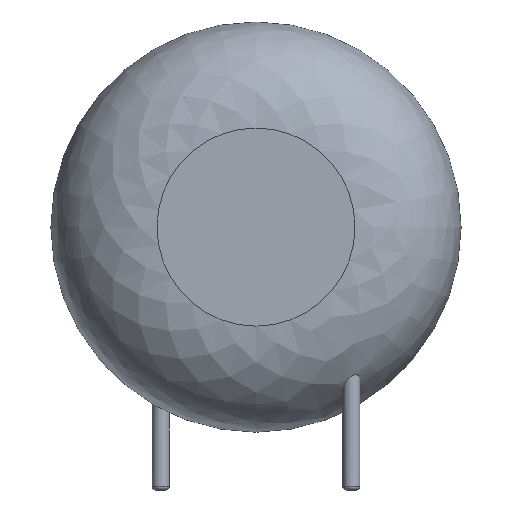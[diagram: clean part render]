
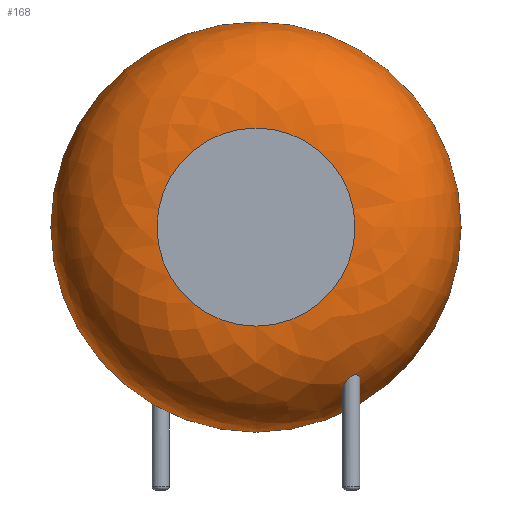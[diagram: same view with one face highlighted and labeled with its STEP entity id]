
A CAD part, front view. The second image highlights one B-rep face of the part: STEP entity #168.
In plain terms, the highlighted face is a revolution surface.
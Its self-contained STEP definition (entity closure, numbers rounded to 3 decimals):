
#24 = VERTEX_POINT('',#25);
#25 = CARTESIAN_POINT('',(15.75,-3.589,10.78));
#31 = EDGE_CURVE('',#24,#24,#32,.T.);
#32 = CIRCLE('',#33,10.75);
#33 = AXIS2_PLACEMENT_3D('',#34,#35,#36);
#34 = CARTESIAN_POINT('',(5.,-3.589,10.78));
#35 = DIRECTION('',(0.,-1.,0.));
#36 = DIRECTION('',(1.,0.,0.));
#168 = ADVANCED_FACE('',(#169,#189),#261,.T.);
#169 = FACE_BOUND('',#170,.T.);
#170 = EDGE_LOOP('',(#171,#172,#181,#188));
#171 = ORIENTED_EDGE('',*,*,#31,.T.);
#172 = ORIENTED_EDGE('',*,*,#173,.T.);
#173 = EDGE_CURVE('',#24,#174,#176,.T.);
#174 = VERTEX_POINT('',#175);
#175 = CARTESIAN_POINT('',(10.189,-9.15,10.78));
#176 = CIRCLE('',#177,5.561);
#177 = AXIS2_PLACEMENT_3D('',#178,#179,#180);
#178 = CARTESIAN_POINT('',(10.189,-3.589,10.78));
#179 = DIRECTION('',(0.,0.,-1.));
#180 = DIRECTION('',(1.,0.,0.));
#181 = ORIENTED_EDGE('',*,*,#182,.F.);
#182 = EDGE_CURVE('',#174,#174,#183,.T.);
#183 = CIRCLE('',#184,5.189);
#184 = AXIS2_PLACEMENT_3D('',#185,#186,#187);
#185 = CARTESIAN_POINT('',(5.,-9.15,10.78));
#186 = DIRECTION('',(0.,-1.,0.));
#187 = DIRECTION('',(1.,0.,0.));
#188 = ORIENTED_EDGE('',*,*,#173,.F.);
#189 = FACE_BOUND('',#190,.T.);
#190 = EDGE_LOOP('',(#191,#221));
#191 = ORIENTED_EDGE('',*,*,#192,.T.);
#192 = EDGE_CURVE('',#193,#195,#197,.T.);
#193 = VERTEX_POINT('',#194);
#194 = CARTESIAN_POINT('',(10.45,-6.9,2.808));
#195 = VERTEX_POINT('',#196);
#196 = CARTESIAN_POINT('',(9.641,-6.628,2.097)
);
#197 = B_SPLINE_CURVE_WITH_KNOTS('',8,(#198,#199,#200,#201,#202,#203,
#204,#205,#206,#207,#208,#209,#210,#211,#212,#213,#214,#215,#216,
#217,#218,#219,#220),.UNSPECIFIED.,.F.,.F.,(9,7,7,9),(0.,
0.219,0.627,1.),.UNSPECIFIED.);
#198 = CARTESIAN_POINT('',(10.45,-6.9,2.808));
#199 = CARTESIAN_POINT('',(10.45,-6.871,2.782));
#200 = CARTESIAN_POINT('',(10.448,-6.842,
2.755));
#201 = CARTESIAN_POINT('',(10.444,-6.814,
2.728));
#202 = CARTESIAN_POINT('',(10.437,-6.786,
2.7));
#203 = CARTESIAN_POINT('',(10.429,-6.759,
2.672));
#204 = CARTESIAN_POINT('',(10.419,-6.733,
2.643));
#205 = CARTESIAN_POINT('',(10.408,-6.707,
2.615));
#206 = CARTESIAN_POINT('',(10.369,-6.637,2.532
));
#207 = CARTESIAN_POINT('',(10.337,-6.594,
2.479));
#208 = CARTESIAN_POINT('',(10.3,-6.556,2.426
));
#209 = CARTESIAN_POINT('',(10.257,-6.522,2.374
));
#210 = CARTESIAN_POINT('',(10.209,-6.493,
2.324));
#211 = CARTESIAN_POINT('',(10.157,-6.472,
2.276));
#212 = CARTESIAN_POINT('',(10.101,-6.457,
2.233));
#213 = CARTESIAN_POINT('',(9.988,-6.447,2.16)
);
#214 = CARTESIAN_POINT('',(9.932,-6.449,2.129
));
#215 = CARTESIAN_POINT('',(9.875,-6.459,2.103)
);
#216 = CARTESIAN_POINT('',(9.819,-6.479,2.085
));
#217 = CARTESIAN_POINT('',(9.765,-6.506,2.075
));
#218 = CARTESIAN_POINT('',(9.717,-6.542,2.074
));
#219 = CARTESIAN_POINT('',(9.675,-6.583,2.081
));
#220 = CARTESIAN_POINT('',(9.641,-6.628,2.097)
);
#221 = ORIENTED_EDGE('',*,*,#222,.T.);
#222 = EDGE_CURVE('',#195,#193,#223,.T.);
#223 = B_SPLINE_CURVE_WITH_KNOTS('',8,(#224,#225,#226,#227,#228,#229,
#230,#231,#232,#233,#234,#235,#236,#237,#238,#239,#240,#241,#242,
#243,#244,#245,#246,#247,#248,#249,#250,#251,#252,#253,#254,#255,
#256,#257,#258,#259,#260),.UNSPECIFIED.,.F.,.F.,(9,7,7,7,7,9),(
0.,0.14,0.364,0.632,0.822,
1.),.UNSPECIFIED.);
#224 = CARTESIAN_POINT('',(9.641,-6.628,2.097)
);
#225 = CARTESIAN_POINT('',(9.621,-6.655,2.105
));
#226 = CARTESIAN_POINT('',(9.604,-6.682,2.117
));
#227 = CARTESIAN_POINT('',(9.589,-6.711,2.131
));
#228 = CARTESIAN_POINT('',(9.577,-6.74,2.146
));
#229 = CARTESIAN_POINT('',(9.567,-6.769,2.164
));
#230 = CARTESIAN_POINT('',(9.56,-6.799,2.184)
);
#231 = CARTESIAN_POINT('',(9.555,-6.828,2.205
));
#232 = CARTESIAN_POINT('',(9.548,-6.904,2.264
));
#233 = CARTESIAN_POINT('',(9.549,-6.951,2.304
));
#234 = CARTESIAN_POINT('',(9.555,-6.995,2.346)
);
#235 = CARTESIAN_POINT('',(9.567,-7.038,2.391
));
#236 = CARTESIAN_POINT('',(9.582,-7.079,2.436
));
#237 = CARTESIAN_POINT('',(9.602,-7.118,2.483
));
#238 = CARTESIAN_POINT('',(9.626,-7.154,2.531
));
#239 = CARTESIAN_POINT('',(9.686,-7.226,2.636
));
#240 = CARTESIAN_POINT('',(9.724,-7.262,2.693)
);
#241 = CARTESIAN_POINT('',(9.767,-7.292,2.75
));
#242 = CARTESIAN_POINT('',(9.814,-7.318,2.805
));
#243 = CARTESIAN_POINT('',(9.866,-7.337,2.857
));
#244 = CARTESIAN_POINT('',(9.922,-7.35,2.906)
);
#245 = CARTESIAN_POINT('',(9.981,-7.354,2.947
));
#246 = CARTESIAN_POINT('',(10.084,-7.344,
3.004));
#247 = CARTESIAN_POINT('',(10.128,-7.335,
3.023));
#248 = CARTESIAN_POINT('',(10.172,-7.321,
3.036));
#249 = CARTESIAN_POINT('',(10.214,-7.302,
3.044));
#250 = CARTESIAN_POINT('',(10.253,-7.278,3.044
));
#251 = CARTESIAN_POINT('',(10.29,-7.249,3.039
));
#252 = CARTESIAN_POINT('',(10.322,-7.218,
3.028));
#253 = CARTESIAN_POINT('',(10.375,-7.152,2.997
));
#254 = CARTESIAN_POINT('',(10.397,-7.118,
2.978));
#255 = CARTESIAN_POINT('',(10.415,-7.083,
2.955));
#256 = CARTESIAN_POINT('',(10.429,-7.046,
2.929));
#257 = CARTESIAN_POINT('',(10.44,-7.01,2.902
));
#258 = CARTESIAN_POINT('',(10.447,-6.973,2.872
));
#259 = CARTESIAN_POINT('',(10.45,-6.936,2.84));
#260 = CARTESIAN_POINT('',(10.45,-6.9,2.808));
#261 = SURFACE_OF_REVOLUTION('',#262,#275);
#262 = B_SPLINE_CURVE_WITH_KNOTS('',6,(#263,#264,#265,#266,#267,#268,
#269,#270,#271,#272,#273,#274),.UNSPECIFIED.,.F.,.F.,(7,5,7),(
0.,0.785,1.571),.UNSPECIFIED.);
#263 = CARTESIAN_POINT('',(15.75,-3.589,10.78));
#264 = CARTESIAN_POINT('',(15.75,-4.317,10.78));
#265 = CARTESIAN_POINT('',(15.636,-5.045,10.78));
#266 = CARTESIAN_POINT('',(15.407,-5.75,10.78));
#267 = CARTESIAN_POINT('',(15.07,-6.411,10.78));
#268 = CARTESIAN_POINT('',(14.636,-7.007,10.78));
#269 = CARTESIAN_POINT('',(13.607,-8.036,10.78));
#270 = CARTESIAN_POINT('',(13.011,-8.47,10.78));
#271 = CARTESIAN_POINT('',(12.35,-8.807,10.78));
#272 = CARTESIAN_POINT('',(11.645,-9.036,10.78));
#273 = CARTESIAN_POINT('',(10.917,-9.15,10.78));
#274 = CARTESIAN_POINT('',(10.189,-9.15,10.78));
#275 = AXIS1_PLACEMENT('',#276,#277);
#276 = CARTESIAN_POINT('',(5.,-3.589,10.78));
#277 = DIRECTION('',(0.,-1.,0.));
